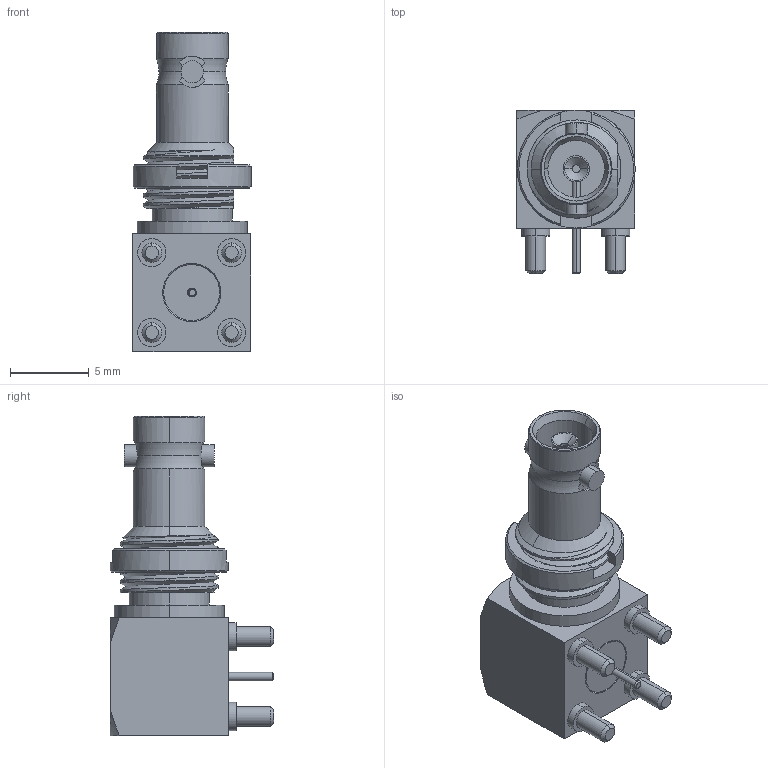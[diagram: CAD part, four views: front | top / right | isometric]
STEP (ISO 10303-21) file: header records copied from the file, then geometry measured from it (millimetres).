
FILE_DESCRIPTION (( 'STEP AP214' ), '1' );
FILE_NAME ('67-468-D66.STEP', '2024-07-31T08:18:41', ( '' ), ( '' ), 'SwSTEP 2.0', 'SolidWorks 2023', '' );
FILE_SCHEMA (( 'AUTOMOTIVE_DESIGN' ));
Length unit declared in the file: millimetre
Products named in the file (1): 67-468-D66
Bounding box: 7.53 x 10.4 x 20.3 mm (x, y, z)
Surface area: 830.4 mm2 (no closed solid volume)
Topology: 0 solids, 7 shells, 149 faces, 411 edges, 269 vertices
Faces by surface type: cylinder 60, plane 36, cone 29, bspline 18, torus 6
Entity records: 9799 total; most frequent: CARTESIAN_POINT 6265, ORIENTED_EDGE 750, DIRECTION 694, EDGE_CURVE 411, AXIS2_PLACEMENT_3D 286, VERTEX_POINT 269, EDGE_LOOP 165, CIRCLE 154
